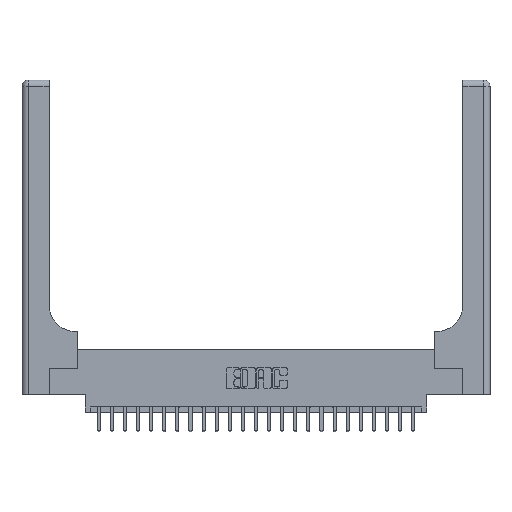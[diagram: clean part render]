
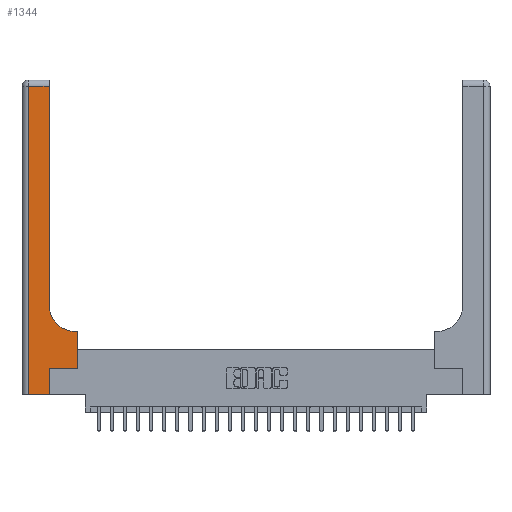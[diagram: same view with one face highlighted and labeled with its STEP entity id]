
A CAD part, top view. The second image highlights one B-rep face of the part: STEP entity #1344.
In plain terms, the highlighted planar face has unit normal (0, 0, 1).
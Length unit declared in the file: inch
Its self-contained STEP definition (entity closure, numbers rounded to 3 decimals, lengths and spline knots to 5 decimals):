
#42 = LINE ( 'NONE', #2159, #14863 ) ;
#152 = EDGE_CURVE ( 'NONE', #22468, #14191, #20697, .T. ) ;
#304 = DIRECTION ( 'NONE',  ( 1., 0., 0. ) ) ;
#391 = CARTESIAN_POINT ( 'NONE',  ( 0.51, 0.6, 0.37 ) ) ;
#587 = VECTOR ( 'NONE', #6495, 39.37008 ) ;
#1344 = ADVANCED_FACE ( 'NONE', ( #1617 ), #9167, .F. ) ;
#1617 = FACE_OUTER_BOUND ( 'NONE', #8511, .T. ) ;
#1774 = DIRECTION ( 'NONE',  ( -1., 0., 0. ) ) ;
#2119 = CARTESIAN_POINT ( 'NONE',  ( 0.265, 0., 0.37 ) ) ;
#2159 = CARTESIAN_POINT ( 'NONE',  ( 0., 0., 0.37 ) ) ;
#2256 = DIRECTION ( 'NONE',  ( 1., 0., 0. ) ) ;
#2646 = VECTOR ( 'NONE', #17136, 39.37008 ) ;
#2793 = CARTESIAN_POINT ( 'NONE',  ( 0.06, 3., 0.37 ) ) ;
#3205 = VECTOR ( 'NONE', #17222, 39.37008 ) ;
#3343 = VERTEX_POINT ( 'NONE', #17516 ) ;
#3424 = DIRECTION ( 'NONE',  ( 0., 1., 0. ) ) ;
#3581 = VERTEX_POINT ( 'NONE', #11542 ) ;
#3784 = VERTEX_POINT ( 'NONE', #18169 ) ;
#4512 = ORIENTED_EDGE ( 'NONE', *, *, #13687, .T. ) ;
#4865 = VERTEX_POINT ( 'NONE', #24300 ) ;
#5021 = EDGE_CURVE ( 'NONE', #22988, #3581, #19984, .T. ) ;
#5652 = LINE ( 'NONE', #13221, #10967 ) ;
#6449 = ORIENTED_EDGE ( 'NONE', *, *, #23671, .T. ) ;
#6495 = DIRECTION ( 'NONE',  ( 0., -1., 0. ) ) ;
#7181 = EDGE_CURVE ( 'NONE', #4865, #22988, #20607, .T. ) ;
#7784 = VECTOR ( 'NONE', #1774, 39.37008 ) ;
#7961 = ORIENTED_EDGE ( 'NONE', *, *, #5021, .T. ) ;
#8459 = AXIS2_PLACEMENT_3D ( 'NONE', #23070, #19236, #2256 ) ;
#8511 = EDGE_LOOP ( 'NONE', ( #21104, #6449, #4512, #17837, #16560, #13464, #10899, #22208, #7961 ) ) ;
#9105 = CARTESIAN_POINT ( 'NONE',  ( 0., 2.94, 0.37 ) ) ;
#9167 = PLANE ( 'NONE',  #21487 ) ;
#10878 = LINE ( 'NONE', #14717, #22561 ) ;
#10899 = ORIENTED_EDGE ( 'NONE', *, *, #18373, .T. ) ;
#10967 = VECTOR ( 'NONE', #20810, 39.37008 ) ;
#11154 = CARTESIAN_POINT ( 'NONE',  ( 0., 3., 0.37 ) ) ;
#11542 = CARTESIAN_POINT ( 'NONE',  ( 0.26, 0.85, 0.37 ) ) ;
#11937 = VERTEX_POINT ( 'NONE', #19579 ) ;
#13221 = CARTESIAN_POINT ( 'NONE',  ( 0.26, 3., 0.37 ) ) ;
#13464 = ORIENTED_EDGE ( 'NONE', *, *, #14652, .T. ) ;
#13687 = EDGE_CURVE ( 'NONE', #14783, #3784, #21420, .T. ) ;
#14191 = VERTEX_POINT ( 'NONE', #22599 ) ;
#14652 = EDGE_CURVE ( 'NONE', #14191, #3343, #15168, .T. ) ;
#14706 = EDGE_CURVE ( 'NONE', #3784, #22468, #42, .T. ) ;
#14717 = CARTESIAN_POINT ( 'NONE',  ( 0.528, 0.25, 0.37 ) ) ;
#14783 = VERTEX_POINT ( 'NONE', #17386 ) ;
#14863 = VECTOR ( 'NONE', #304, 39.37008 ) ;
#14924 = CARTESIAN_POINT ( 'NONE',  ( 0.26, 0.6, 0.37 ) ) ;
#15168 = LINE ( 'NONE', #19146, #2646 ) ;
#16560 = ORIENTED_EDGE ( 'NONE', *, *, #152, .T. ) ;
#16867 = DIRECTION ( 'NONE',  ( -1., 0., 0. ) ) ;
#17136 = DIRECTION ( 'NONE',  ( 1., 0., 0. ) ) ;
#17222 = DIRECTION ( 'NONE',  ( 0., 1., 0. ) ) ;
#17386 = CARTESIAN_POINT ( 'NONE',  ( 0.06, 2.94, 0.37 ) ) ;
#17516 = CARTESIAN_POINT ( 'NONE',  ( 0.528, 0.25, 0.37 ) ) ;
#17837 = ORIENTED_EDGE ( 'NONE', *, *, #14706, .T. ) ;
#18169 = CARTESIAN_POINT ( 'NONE',  ( 0.06, 0., 0.37 ) ) ;
#18287 = DIRECTION ( 'NONE',  ( -1., 0., 0. ) ) ;
#18373 = EDGE_CURVE ( 'NONE', #3343, #4865, #10878, .T. ) ;
#18724 = DIRECTION ( 'NONE',  ( 0., 0., -1. ) ) ;
#18796 = CARTESIAN_POINT ( 'NONE',  ( 0.265, 0., 0.37 ) ) ;
#19146 = CARTESIAN_POINT ( 'NONE',  ( 0.265, 0.25, 0.37 ) ) ;
#19236 = DIRECTION ( 'NONE',  ( 0., 0., -1. ) ) ;
#19579 = CARTESIAN_POINT ( 'NONE',  ( 0.26, 2.94, 0.37 ) ) ;
#19984 = CIRCLE ( 'NONE', #8459, 0.25 ) ;
#20607 = LINE ( 'NONE', #14924, #7784 ) ;
#20697 = LINE ( 'NONE', #2119, #3205 ) ;
#20810 = DIRECTION ( 'NONE',  ( 0., 1., 0. ) ) ;
#21104 = ORIENTED_EDGE ( 'NONE', *, *, #23522, .T. ) ;
#21420 = LINE ( 'NONE', #2793, #587 ) ;
#21487 = AXIS2_PLACEMENT_3D ( 'NONE', #11154, #18724, #16867 ) ;
#21667 = VECTOR ( 'NONE', #18287, 39.37008 ) ;
#22208 = ORIENTED_EDGE ( 'NONE', *, *, #7181, .T. ) ;
#22468 = VERTEX_POINT ( 'NONE', #18796 ) ;
#22561 = VECTOR ( 'NONE', #3424, 39.37008 ) ;
#22599 = CARTESIAN_POINT ( 'NONE',  ( 0.265, 0.25, 0.37 ) ) ;
#22988 = VERTEX_POINT ( 'NONE', #391 ) ;
#23070 = CARTESIAN_POINT ( 'NONE',  ( 0.51, 0.85, 0.37 ) ) ;
#23522 = EDGE_CURVE ( 'NONE', #3581, #11937, #5652, .T. ) ;
#23671 = EDGE_CURVE ( 'NONE', #11937, #14783, #23772, .T. ) ;
#23772 = LINE ( 'NONE', #9105, #21667 ) ;
#24300 = CARTESIAN_POINT ( 'NONE',  ( 0.528, 0.6, 0.37 ) ) ;
